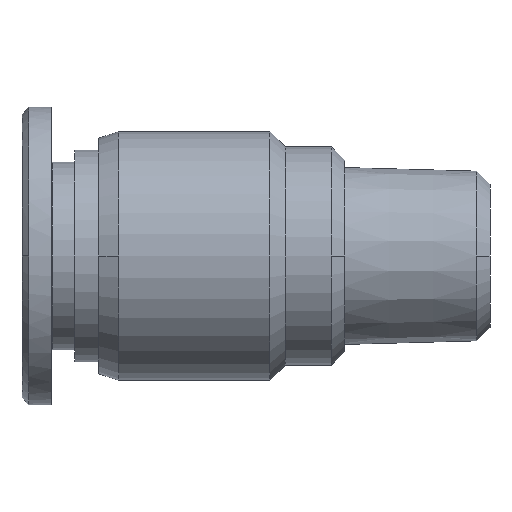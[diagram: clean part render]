
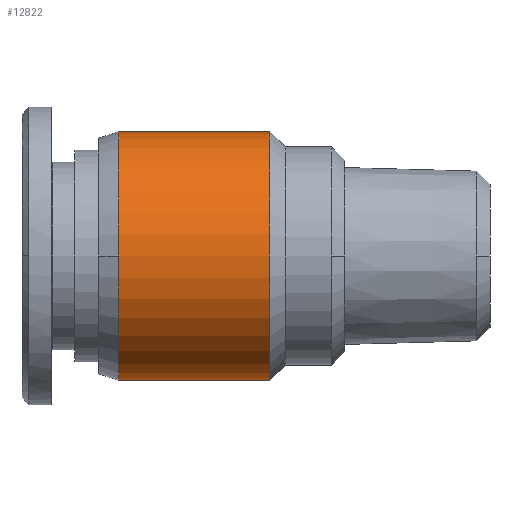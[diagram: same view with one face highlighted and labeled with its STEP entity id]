
A CAD part, front view. The second image highlights one B-rep face of the part: STEP entity #12822.
In plain terms, the highlighted cylindrical face has radius 9.4 mm (diameter 18.8 mm), a partial arc.
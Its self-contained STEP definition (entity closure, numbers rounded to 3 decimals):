
#208 = ORIENTED_EDGE ( 'NONE', *, *, #720, .F. ) ;
#676 = DIRECTION ( 'NONE',  ( 0., 0., -1. ) ) ;
#720 = EDGE_CURVE ( 'NONE', #4513, #4038, #1151, .T. ) ;
#847 = EDGE_CURVE ( 'NONE', #4038, #8830, #4420, .T. ) ;
#1151 = LINE ( 'NONE', #9764, #7841 ) ;
#1361 = EDGE_CURVE ( 'NONE', #12691, #8444, #3806, .T. ) ;
#1452 = DIRECTION ( 'NONE',  ( 0., 0., 1. ) ) ;
#1718 = CARTESIAN_POINT ( 'NONE',  ( -6.15, 0., 9.4 ) ) ;
#2562 = LINE ( 'NONE', #12361, #7115 ) ;
#2888 = ORIENTED_EDGE ( 'NONE', *, *, #1361, .F. ) ;
#3153 = AXIS2_PLACEMENT_3D ( 'NONE', #3729, #12120, #676 ) ;
#3729 = CARTESIAN_POINT ( 'NONE',  ( -11.875, 0., 0. ) ) ;
#3806 = CIRCLE ( 'NONE', #10786, 9.4 ) ;
#3852 = AXIS2_PLACEMENT_3D ( 'NONE', #10806, #6552, #1452 ) ;
#4038 = VERTEX_POINT ( 'NONE', #1718 ) ;
#4219 = EDGE_CURVE ( 'NONE', #12691, #8830, #2562, .T. ) ;
#4420 = CIRCLE ( 'NONE', #6393, 9.4 ) ;
#4513 = VERTEX_POINT ( 'NONE', #6091 ) ;
#5811 = CIRCLE ( 'NONE', #3852, 9.4 ) ;
#6091 = CARTESIAN_POINT ( 'NONE',  ( -17.6, 0., 9.4 ) ) ;
#6305 = EDGE_LOOP ( 'NONE', ( #208, #12531, #2888, #11383, #10738 ) ) ;
#6393 = AXIS2_PLACEMENT_3D ( 'NONE', #8401, #12763, #6490 ) ;
#6490 = DIRECTION ( 'NONE',  ( 0., 0., 1. ) ) ;
#6552 = DIRECTION ( 'NONE',  ( -1., 0., 0. ) ) ;
#6601 = DIRECTION ( 'NONE',  ( 1., 0., 0. ) ) ;
#7115 = VECTOR ( 'NONE', #13452, 1000. ) ;
#7256 = FACE_OUTER_BOUND ( 'NONE', #6305, .T. ) ;
#7765 = CYLINDRICAL_SURFACE ( 'NONE', #3153, 9.4 ) ;
#7841 = VECTOR ( 'NONE', #6601, 1000. ) ;
#8188 = DIRECTION ( 'NONE',  ( 0., 0., 1. ) ) ;
#8401 = CARTESIAN_POINT ( 'NONE',  ( -6.15, 0., 0. ) ) ;
#8444 = VERTEX_POINT ( 'NONE', #13258 ) ;
#8830 = VERTEX_POINT ( 'NONE', #9513 ) ;
#8911 = EDGE_CURVE ( 'NONE', #8444, #4513, #5811, .T. ) ;
#9239 = DIRECTION ( 'NONE',  ( -1., 0., 0. ) ) ;
#9513 = CARTESIAN_POINT ( 'NONE',  ( -6.15, 0., -9.4 ) ) ;
#9764 = CARTESIAN_POINT ( 'NONE',  ( -11.875, 0., 9.4 ) ) ;
#9809 = CARTESIAN_POINT ( 'NONE',  ( -17.6, 0., -9.4 ) ) ;
#10738 = ORIENTED_EDGE ( 'NONE', *, *, #847, .F. ) ;
#10786 = AXIS2_PLACEMENT_3D ( 'NONE', #12352, #9239, #8188 ) ;
#10806 = CARTESIAN_POINT ( 'NONE',  ( -17.6, 0., 0. ) ) ;
#11383 = ORIENTED_EDGE ( 'NONE', *, *, #4219, .T. ) ;
#12120 = DIRECTION ( 'NONE',  ( 1., 0., 0. ) ) ;
#12352 = CARTESIAN_POINT ( 'NONE',  ( -17.6, 0., 0. ) ) ;
#12361 = CARTESIAN_POINT ( 'NONE',  ( -11.875, 0., -9.4 ) ) ;
#12531 = ORIENTED_EDGE ( 'NONE', *, *, #8911, .F. ) ;
#12691 = VERTEX_POINT ( 'NONE', #9809 ) ;
#12763 = DIRECTION ( 'NONE',  ( 1., 0., 0. ) ) ;
#12822 = ADVANCED_FACE ( 'NONE', ( #7256 ), #7765, .T. ) ;
#13258 = CARTESIAN_POINT ( 'NONE',  ( -17.6, -9.4, 0. ) ) ;
#13452 = DIRECTION ( 'NONE',  ( 1., 0., 0. ) ) ;
